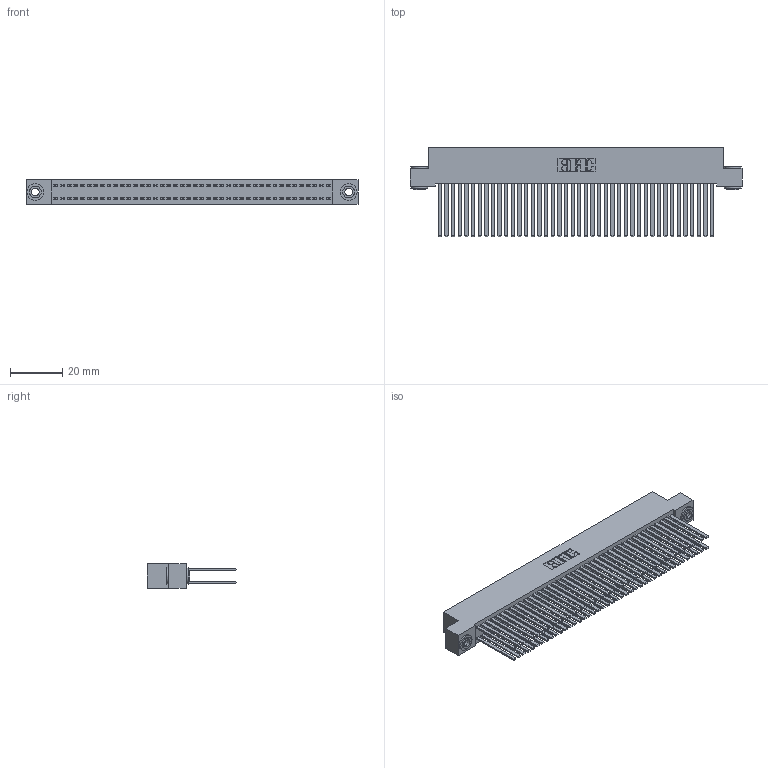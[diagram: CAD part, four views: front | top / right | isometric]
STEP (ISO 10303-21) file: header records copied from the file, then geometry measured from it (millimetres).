
FILE_DESCRIPTION (( 'STEP AP203' ), '1' );
FILE_NAME ('392-084-544-203.STEP', '2018-08-18T04:37:47', ( '' ), ( '' ), 'SwSTEP 2.0', 'SolidWorks 2016', '' );
FILE_SCHEMA (( 'CONFIG_CONTROL_DESIGN' ));
Length unit declared in the file: inch
Products named in the file (4): 342 Part_.156 TH; 345-292-001_345-293-144; 342-250-002_345-250-002-102; 392-084-544-203
Assembly tree (87 placements, depth 2):
  392-084-544-203
    342 Part_.156 TH
    345-292-001_345-293-144  x84
    342-250-002_345-250-002-102  x2
Bounding box: 127 x 34.3 x 9.4 mm (x, y, z)
Volume: 12611.3 mm3; surface area: 24003.1 mm2
Topology: 87 solids, 87 shells, 4012 faces, 11883 edges, 7806 vertices
Faces by surface type: plane 2764, cylinder 1240, cone 8
Entity records: 27354 total; most frequent: CARTESIAN_POINT 4505, ORIENTED_EDGE 4434, DIRECTION 3879, EDGE_CURVE 2217, VECTOR 2069, LINE 2069, VERTEX_POINT 1474, AXIS2_PLACEMENT_3D 905
